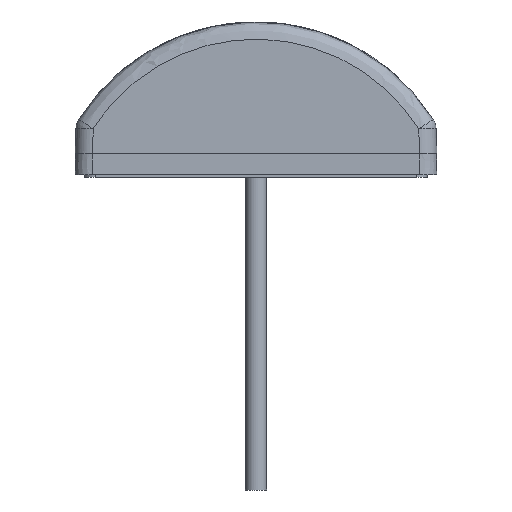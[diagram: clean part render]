
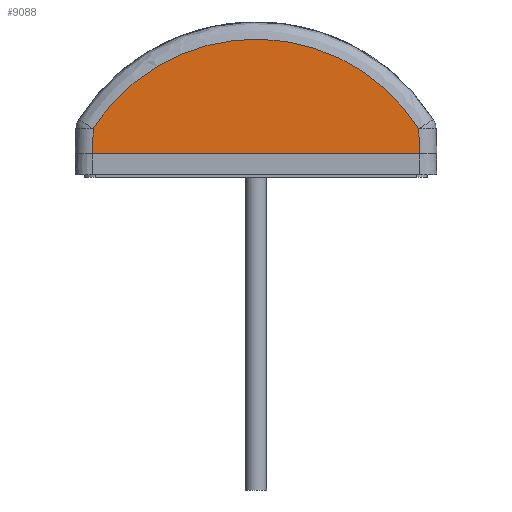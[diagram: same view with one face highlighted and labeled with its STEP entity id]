
A CAD part, front view. The second image highlights one B-rep face of the part: STEP entity #9088.
In plain terms, the highlighted planar face has unit normal (0, -1, 0.009).
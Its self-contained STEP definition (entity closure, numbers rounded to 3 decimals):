
#208=CARTESIAN_POINT('',(-45.199,-95.,2.9));
#232=CARTESIAN_POINT('',(45.199,-95.,2.9));
#1879=DIRECTION('',(-0.035,-0.009,-0.999));
#1880=VECTOR('',#1879,6.889);
#1881=CARTESIAN_POINT('',(-44.958,-94.94,
9.784));
#1882=LINE('',#1881,#1880);
#1883=CARTESIAN_POINT('',(44.958,-94.94,9.784));
#1884=CARTESIAN_POINT('',(44.6,-94.935,10.351));
#1885=CARTESIAN_POINT('',(43.862,-94.925,11.471));
#1886=CARTESIAN_POINT('',(42.687,-94.911,13.113));
#1887=CARTESIAN_POINT('',(41.45,-94.897,14.711));
#1888=CARTESIAN_POINT('',(40.152,-94.883,16.262));
#1889=CARTESIAN_POINT('',(38.796,-94.87,17.763));
#1890=CARTESIAN_POINT('',(37.384,-94.858,19.211));
#1891=CARTESIAN_POINT('',(35.918,-94.846,20.604));
#1892=CARTESIAN_POINT('',(34.4,-94.834,21.94));
#1893=CARTESIAN_POINT('',(32.833,-94.823,23.218));
#1894=CARTESIAN_POINT('',(31.218,-94.812,24.436));
#1895=CARTESIAN_POINT('',(29.558,-94.802,25.591));
#1896=CARTESIAN_POINT('',(27.855,-94.792,26.682));
#1897=CARTESIAN_POINT('',(26.112,-94.784,27.707));
#1898=CARTESIAN_POINT('',(24.332,-94.775,28.666));
#1899=CARTESIAN_POINT('',(22.516,-94.767,29.556));
#1900=CARTESIAN_POINT('',(20.667,-94.76,30.377));
#1901=CARTESIAN_POINT('',(18.789,-94.754,31.127));
#1902=CARTESIAN_POINT('',(16.884,-94.748,31.805));
#1903=CARTESIAN_POINT('',(14.954,-94.742,32.41));
#1904=CARTESIAN_POINT('',(13.003,-94.738,32.941));
#1905=CARTESIAN_POINT('',(11.033,-94.734,33.398));
#1906=CARTESIAN_POINT('',(9.047,-94.731,33.78));
#1907=CARTESIAN_POINT('',(7.048,-94.728,34.086));
#1908=CARTESIAN_POINT('',(5.039,-94.726,34.316));
#1909=CARTESIAN_POINT('',(3.023,-94.725,34.469));
#1910=CARTESIAN_POINT('',(1.002,-94.724,34.545));
#1911=CARTESIAN_POINT('',(-1.02,-94.724,
34.545));
#1912=CARTESIAN_POINT('',(-3.041,-94.725,
34.468));
#1913=CARTESIAN_POINT('',(-5.058,-94.726,
34.314));
#1914=CARTESIAN_POINT('',(-7.067,-94.728,
34.083));
#1915=CARTESIAN_POINT('',(-9.066,-94.731,
33.777));
#1916=CARTESIAN_POINT('',(-11.051,-94.734,
33.394));
#1917=CARTESIAN_POINT('',(-13.021,-94.738,
32.937));
#1918=CARTESIAN_POINT('',(-14.972,-94.743,
32.405));
#1919=CARTESIAN_POINT('',(-16.902,-94.748,
31.799));
#1920=CARTESIAN_POINT('',(-18.807,-94.754,
31.12));
#1921=CARTESIAN_POINT('',(-20.685,-94.76,
30.37));
#1922=CARTESIAN_POINT('',(-22.533,-94.767,
29.549));
#1923=CARTESIAN_POINT('',(-24.348,-94.775,
28.658));
#1924=CARTESIAN_POINT('',(-26.128,-94.784,
27.698));
#1925=CARTESIAN_POINT('',(-27.871,-94.793,
26.672));
#1926=CARTESIAN_POINT('',(-29.573,-94.802,
25.58));
#1927=CARTESIAN_POINT('',(-31.233,-94.812,
24.425));
#1928=CARTESIAN_POINT('',(-32.847,-94.823,
23.207));
#1929=CARTESIAN_POINT('',(-34.414,-94.834,
21.928));
#1930=CARTESIAN_POINT('',(-35.931,-94.846,
20.592));
#1931=CARTESIAN_POINT('',(-37.397,-94.858,
19.198));
#1932=CARTESIAN_POINT('',(-38.808,-94.87,
17.75));
#1933=CARTESIAN_POINT('',(-40.164,-94.884,
16.248));
#1934=CARTESIAN_POINT('',(-41.461,-94.897,
14.698));
#1935=CARTESIAN_POINT('',(-42.695,-94.911,
13.101));
#1936=CARTESIAN_POINT('',(-43.867,-94.925,
11.464));
#1937=CARTESIAN_POINT('',(-44.601,-94.935,
10.347));
#1938=CARTESIAN_POINT('',(-44.958,-94.94,
9.782));
#1940=DIRECTION('',(-0.035,0.009,0.999));
#1941=VECTOR('',#1940,6.889);
#1942=CARTESIAN_POINT('',(45.199,-95.,2.9));
#1943=LINE('',#1942,#1941);
#1944=DIRECTION('',(-1.,0.,0.));
#1945=VECTOR('',#1944,90.397);
#1946=CARTESIAN_POINT('',(45.199,-95.,2.9));
#1947=LINE('',#1946,#1945);
#6657=VERTEX_POINT('',#208);
#6661=CARTESIAN_POINT('',(-44.958,-94.94,
9.784));
#6662=VERTEX_POINT('',#6661);
#6674=VERTEX_POINT('',#1883);
#6676=VERTEX_POINT('',#232);
#9075=CARTESIAN_POINT('',(52.613,-95.,2.9));
#9076=DIRECTION('',(0.,1.,-0.009));
#9077=DIRECTION('',(1.,0.,0.));
#9078=AXIS2_PLACEMENT_3D('',#9075,#9076,#9077);
#9079=PLANE('',#9078);
#9081=ORIENTED_EDGE('',*,*,#9080,.F.);
#9083=ORIENTED_EDGE('',*,*,#9082,.F.);
#9084=ORIENTED_EDGE('',*,*,#9067,.F.);
#9085=ORIENTED_EDGE('',*,*,#7389,.T.);
#9086=EDGE_LOOP('',(#9081,#9083,#9084,#9085));
#9087=FACE_OUTER_BOUND('',#9086,.F.);
#9088=ADVANCED_FACE('',(#9087),#9079,.F.);
#1939=B_SPLINE_CURVE_WITH_KNOTS('',3,(#1883,#1884,#1885,#1886,#1887,#1888,#1889,
#1890,#1891,#1892,#1893,#1894,#1895,#1896,#1897,#1898,#1899,#1900,#1901,#1902,
#1903,#1904,#1905,#1906,#1907,#1908,#1909,#1910,#1911,#1912,#1913,#1914,#1915,
#1916,#1917,#1918,#1919,#1920,#1921,#1922,#1923,#1924,#1925,#1926,#1927,#1928,
#1929,#1930,#1931,#1932,#1933,#1934,#1935,#1936,#1937,#1938),.UNSPECIFIED.,.F.,
.F.,(4,1,1,1,1,1,1,1,1,1,1,1,1,1,1,1,1,1,1,1,1,1,1,1,1,1,1,1,1,1,1,1,1,1,1,1,1,
1,1,1,1,1,1,1,1,1,1,1,1,1,1,1,1,4),(0.,0.019,0.038,
0.057,0.075,0.094,0.113,
0.132,0.151,0.17,0.189,
0.208,0.226,0.245,0.264,
0.283,0.302,0.321,0.34,
0.358,0.377,0.396,0.415,
0.434,0.453,0.472,0.491,
0.509,0.528,0.547,0.566,
0.585,0.604,0.623,0.642,
0.66,0.679,0.698,0.717,
0.736,0.755,0.774,0.792,
0.811,0.83,0.849,0.868,
0.887,0.906,0.925,0.943,
0.962,0.981,1.),.UNSPECIFIED.);
#7389=EDGE_CURVE('',#6676,#6657,#1947,.T.);
#9067=EDGE_CURVE('',#6676,#6674,#1943,.T.);
#9080=EDGE_CURVE('',#6662,#6657,#1882,.T.);
#9082=EDGE_CURVE('',#6674,#6662,#1939,.T.);
